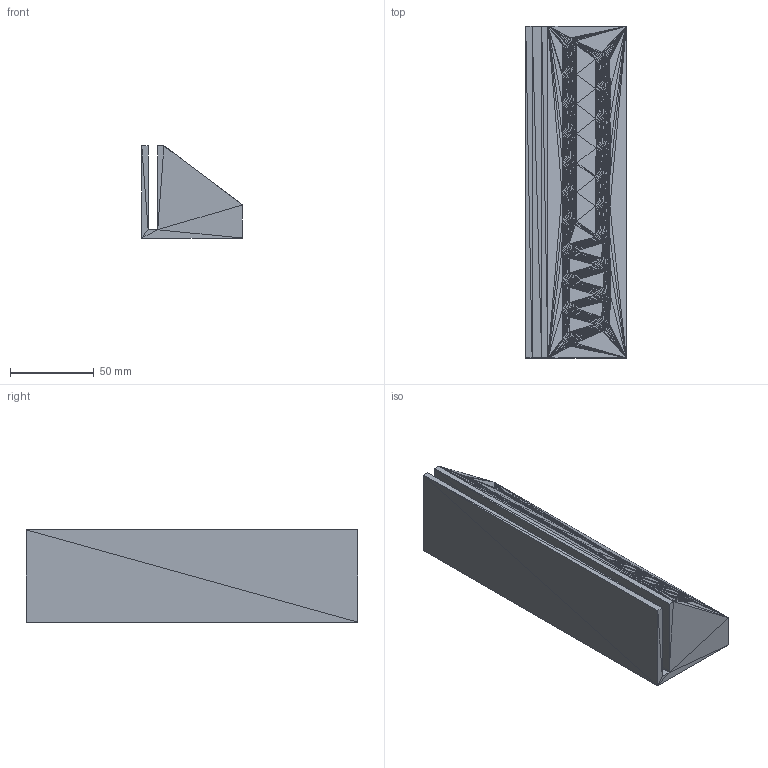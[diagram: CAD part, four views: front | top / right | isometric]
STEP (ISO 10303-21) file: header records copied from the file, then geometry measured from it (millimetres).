
FILE_DESCRIPTION((''),'2;1');
FILE_NAME('pen+holder+2', '2025-12-31T13:17:07', (''), (''), 'ImageToStl.com STEP Converter','', '');
FILE_SCHEMA(('AUTOMOTIVE_DESIGN_CC2'));
Length unit declared in the file: metre
Products named in the file (1): product0
Bounding box: 60 x 198 x 55 mm (x, y, z)
Surface area: 80349.5 mm2 (no closed solid volume)
Topology: 0 solids, 3476 shells, 3476 faces, 10428 edges, 1740 vertices
Faces by surface type: plane 3476
Entity records: 79987 total; most frequent: DIRECTION 17382, ORIENTED_EDGE 10428, EDGE_CURVE 10428, LINE 10428, VECTOR 10428, AXIS2_PLACEMENT_3D 3477, FACE_SURFACE 3476, PLANE 3476
